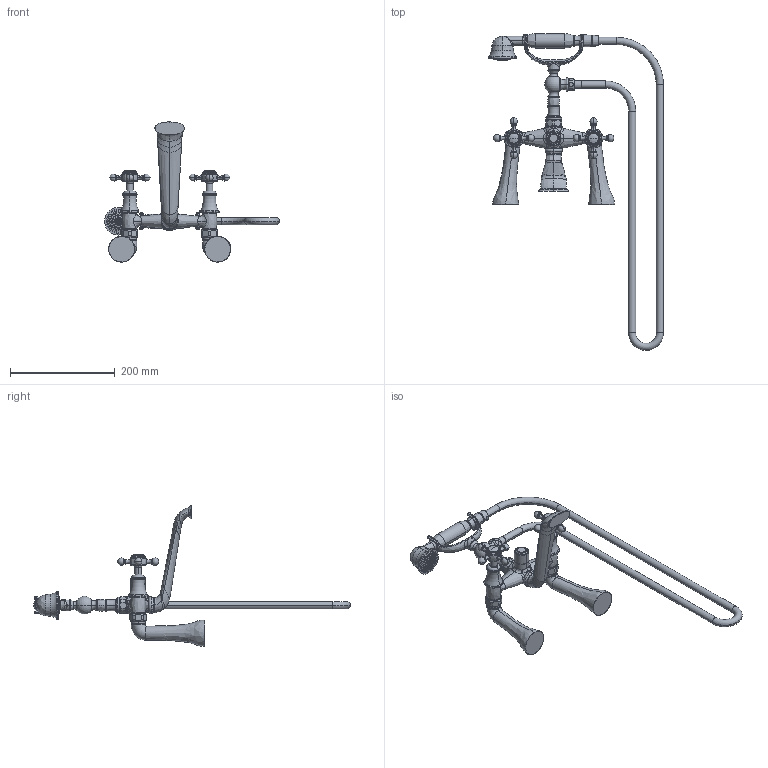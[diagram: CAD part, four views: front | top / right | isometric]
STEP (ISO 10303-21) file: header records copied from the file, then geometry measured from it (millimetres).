
FILE_DESCRIPTION((''),'2;1');
FILE_NAME('1760-4272','2021-01-15T11:33:53',('jinson.thomas'),(''),'CREO PARAMETRIC BY PTC INC, 2018400','CREO PARAMETRIC BY PTC INC, 2018400','');
FILE_SCHEMA(('CONFIG_CONTROL_DESIGN'));
Length unit declared in the file: inch
Products named in the file (1): 1760-4272
Bounding box: 334.8 x 606.04 x 268.56 mm (x, y, z)
Volume: 1029282.8 mm3; surface area: 198655.8 mm2
Topology: 1 solids, 3 shells, 1242 faces, 2601 edges, 1599 vertices
Faces by surface type: plane 446, cylinder 265, torus 210, bspline 165, cone 110, sphere 42, extrusion 4
Entity records: 50942 total; most frequent: CARTESIAN_POINT 26312, ORIENTED_EDGE 5146, DIRECTION 4660, EDGE_CURVE 2573, AXIS2_PLACEMENT_3D 2036, VERTEX_POINT 1599, EDGE_LOOP 1508, FACE_OUTER_BOUND 1242
